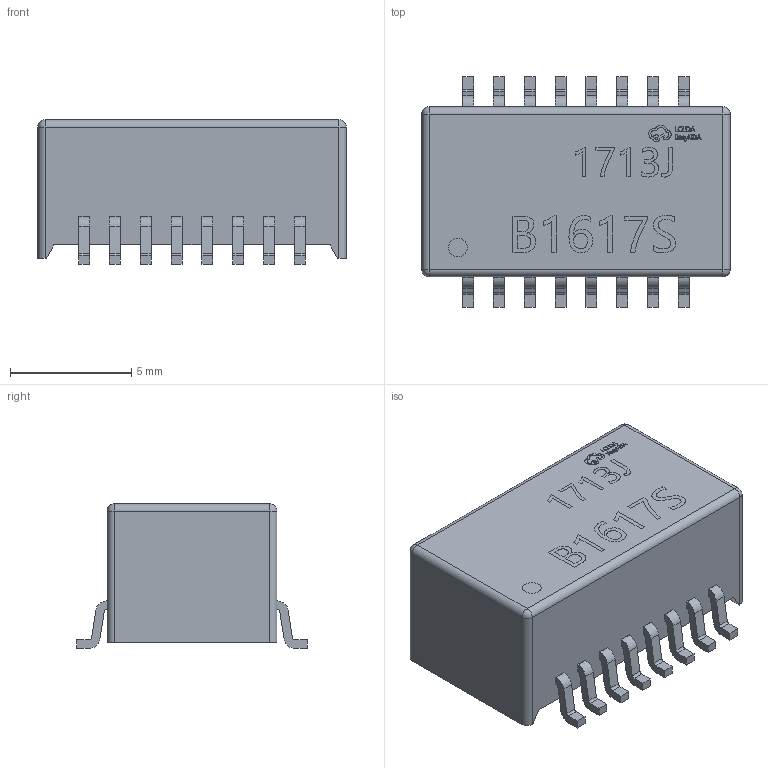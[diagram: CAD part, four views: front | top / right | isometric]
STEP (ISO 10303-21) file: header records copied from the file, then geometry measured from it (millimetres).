
FILE_DESCRIPTION (( 'STEP AP214' ), '1' );
FILE_NAME ('SMD-16_L12.7-W7.0-H5.7-P1.27-LS9.5-BL.step', '2022-07-26T08:39:25', ( '' ), ( '' ), 'SwSTEP 2.0', 'SolidWorks 2020', '' );
FILE_SCHEMA (( 'AUTOMOTIVE_DESIGN' ));
Length unit declared in the file: millimetre
Products named in the file (1): SMD-16_L12.7-W7.0-H5.7-P1.27-LS9.5-BL
Bounding box: 12.7 x 9.5 x 5.95 mm (x, y, z)
Volume: 467.4 mm3; surface area: 449.6 mm2
Topology: 14 solids, 14 shells, 483 faces, 1411 edges, 990 vertices
Faces by surface type: plane 309, bspline 98, cylinder 72, sphere 4
Entity records: 23023 total; most frequent: CARTESIAN_POINT 5283, ORIENTED_EDGE 2814, DIRECTION 2051, EDGE_CURVE 1407, VERTEX_POINT 990, VECTOR 987, LINE 987, EDGE_LOOP 533
